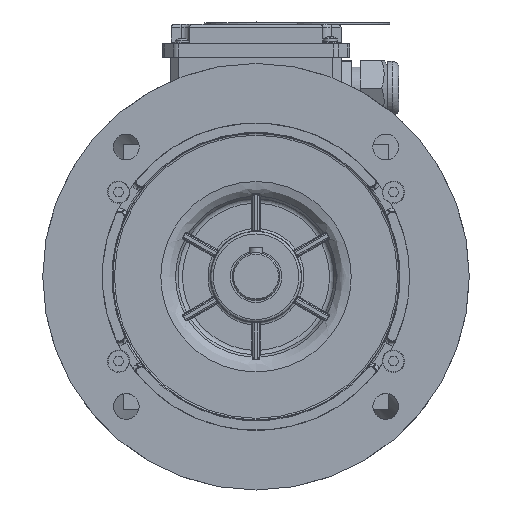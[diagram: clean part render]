
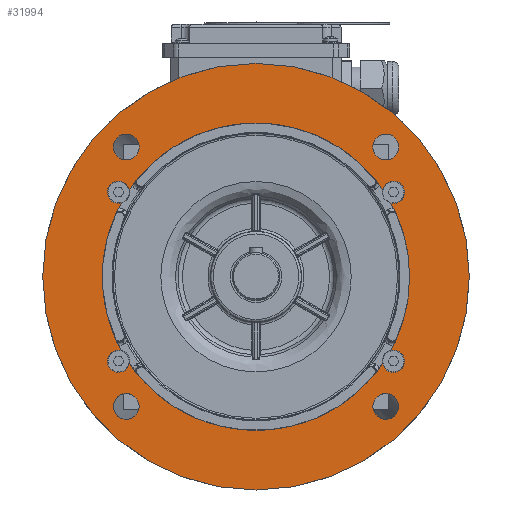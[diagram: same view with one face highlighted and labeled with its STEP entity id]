
A CAD part, top view. The second image highlights one B-rep face of the part: STEP entity #31994.
In plain terms, the highlighted planar face has unit normal (0, 0, 1).
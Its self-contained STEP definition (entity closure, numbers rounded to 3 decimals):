
#28179=PLANE('',#103990);
#31994=ADVANCED_FACE('',(#37101,#37102,#37103,#37104,#37105,#37106),#28179,
 .F.);
#37101=FACE_BOUND('',#40915,.T.);
#37102=FACE_BOUND('',#40916,.T.);
#37103=FACE_BOUND('',#40917,.T.);
#37104=FACE_BOUND('',#40918,.T.);
#37105=FACE_BOUND('',#40919,.T.);
#37106=FACE_BOUND('',#40920,.T.);
#40915=EDGE_LOOP('',(#57613,#57614,#57615,#57616,#57617,#57618,#57619,#57620,
#57621,#57622,#57623));
#40916=EDGE_LOOP('',(#57624));
#40917=EDGE_LOOP('',(#57625));
#40918=EDGE_LOOP('',(#57626));
#40919=EDGE_LOOP('',(#57627));
#40920=EDGE_LOOP('',(#57628));
#57613=ORIENTED_EDGE('',*,*,#87484,.F.);
#57614=ORIENTED_EDGE('',*,*,#87488,.F.);
#57615=ORIENTED_EDGE('',*,*,#87487,.F.);
#57616=ORIENTED_EDGE('',*,*,#87494,.F.);
#57617=ORIENTED_EDGE('',*,*,#87493,.F.);
#57618=ORIENTED_EDGE('',*,*,#87498,.F.);
#57619=ORIENTED_EDGE('',*,*,#87497,.F.);
#57620=ORIENTED_EDGE('',*,*,#87501,.F.);
#57621=ORIENTED_EDGE('',*,*,#87503,.F.);
#57622=ORIENTED_EDGE('',*,*,#87506,.F.);
#57623=ORIENTED_EDGE('',*,*,#87508,.F.);
#57624=ORIENTED_EDGE('',*,*,#88015,.F.);
#57625=ORIENTED_EDGE('',*,*,#87588,.F.);
#57626=ORIENTED_EDGE('',*,*,#87544,.F.);
#57627=ORIENTED_EDGE('',*,*,#88110,.F.);
#57628=ORIENTED_EDGE('',*,*,#88111,.T.);
#76201=VERTEX_POINT('',#166337);
#76202=VERTEX_POINT('',#166342);
#76205=VERTEX_POINT('',#166351);
#76206=VERTEX_POINT('',#166352);
#76208=VERTEX_POINT('',#166367);
#76209=VERTEX_POINT('',#166369);
#76212=VERTEX_POINT('',#166378);
#76213=VERTEX_POINT('',#166379);
#76214=VERTEX_POINT('',#166390);
#76216=VERTEX_POINT('',#166396);
#76217=VERTEX_POINT('',#166406);
#76243=VERTEX_POINT('',#166686);
#76271=VERTEX_POINT('',#167058);
#76520=VERTEX_POINT('',#170703);
#76568=VERTEX_POINT('',#171577);
#76569=VERTEX_POINT('',#171580);
#87484=EDGE_CURVE('',#76202,#76201,#96785,.T.);
#87487=EDGE_CURVE('',#76205,#76206,#96788,.T.);
#87488=EDGE_CURVE('',#76206,#76202,#96789,.T.);
#87493=EDGE_CURVE('',#76208,#76209,#96792,.T.);
#87494=EDGE_CURVE('',#76209,#76205,#96793,.T.);
#87497=EDGE_CURVE('',#76212,#76213,#96796,.T.);
#87498=EDGE_CURVE('',#76213,#76208,#96797,.T.);
#87501=EDGE_CURVE('',#76214,#76212,#96798,.T.);
#87503=EDGE_CURVE('',#76216,#76214,#96800,.T.);
#87506=EDGE_CURVE('',#76217,#76216,#96801,.T.);
#87508=EDGE_CURVE('',#76201,#76217,#96803,.T.);
#87544=EDGE_CURVE('',#76243,#76243,#96817,.T.);
#87588=EDGE_CURVE('',#76271,#76271,#96833,.T.);
#88015=EDGE_CURVE('',#76520,#76520,#96992,.T.);
#88110=EDGE_CURVE('',#76568,#76568,#97027,.T.);
#88111=EDGE_CURVE('',#76569,#76569,#97028,.T.);
#96785=CIRCLE('',#103546,90.);
#96788=CIRCLE('',#103551,6.541);
#96789=CIRCLE('',#103552,6.541);
#96792=CIRCLE('',#103557,90.);
#96793=CIRCLE('',#103558,90.);
#96796=CIRCLE('',#103563,6.541);
#96797=CIRCLE('',#103564,6.541);
#96798=CIRCLE('',#103566,90.);
#96800=CIRCLE('',#103569,6.541);
#96801=CIRCLE('',#103571,90.);
#96803=CIRCLE('',#103574,6.541);
#96817=CIRCLE('',#103596,7.552);
#96833=CIRCLE('',#103623,7.552);
#96992=CIRCLE('',#103920,7.552);
#97027=CIRCLE('',#103987,7.552);
#97028=CIRCLE('',#103989,124.948);
#103546=AXIS2_PLACEMENT_3D('',#166343,#120216,#120217);
#103551=AXIS2_PLACEMENT_3D('',#166350,#120226,#120227);
#103552=AXIS2_PLACEMENT_3D('',#166353,#120228,#120229);
#103557=AXIS2_PLACEMENT_3D('',#166368,#120238,#120239);
#103558=AXIS2_PLACEMENT_3D('',#166370,#120240,#120241);
#103563=AXIS2_PLACEMENT_3D('',#166377,#120250,#120251);
#103564=AXIS2_PLACEMENT_3D('',#166380,#120252,#120253);
#103566=AXIS2_PLACEMENT_3D('',#166391,#120256,#120257);
#103569=AXIS2_PLACEMENT_3D('',#166395,#120262,#120263);
#103571=AXIS2_PLACEMENT_3D('',#166407,#120266,#120267);
#103574=AXIS2_PLACEMENT_3D('',#166411,#120272,#120273);
#103596=AXIS2_PLACEMENT_3D('',#166685,#120327,#120328);
#103623=AXIS2_PLACEMENT_3D('',#167057,#120395,#120396);
#103920=AXIS2_PLACEMENT_3D('',#170702,#121085,#121086);
#103987=AXIS2_PLACEMENT_3D('',#171576,#121248,#121249);
#103989=AXIS2_PLACEMENT_3D('',#171579,#121252,#121253);
#103990=AXIS2_PLACEMENT_3D('',#171581,#121254,#121255);
#120216=DIRECTION('',(0.,0.,1.));
#120217=DIRECTION('',(0.824,0.567,0.));
#120226=DIRECTION('',(0.,0.,1.));
#120227=DIRECTION('',(-0.231,-0.973,0.));
#120228=DIRECTION('',(0.,0.,1.));
#120229=DIRECTION('',(1.,0.,0.));
#120238=DIRECTION('',(0.,0.,1.));
#120239=DIRECTION('',(0.878,-0.479,0.));
#120240=DIRECTION('',(0.,0.,1.));
#120241=DIRECTION('',(1.,0.,0.));
#120250=DIRECTION('',(0.,0.,1.));
#120251=DIRECTION('',(-0.972,-0.233,0.));
#120252=DIRECTION('',(0.,0.,1.));
#120253=DIRECTION('',(1.,0.,0.));
#120256=DIRECTION('',(0.,0.,1.));
#120257=DIRECTION('',(0.,-1.,0.));
#120262=DIRECTION('',(0.,0.,1.));
#120263=DIRECTION('',(0.231,0.973,0.));
#120266=DIRECTION('',(0.,0.,1.));
#120267=DIRECTION('',(-0.878,0.479,0.));
#120272=DIRECTION('',(0.,0.,1.));
#120273=DIRECTION('',(0.972,0.233,0.));
#120327=DIRECTION('',(0.,0.,1.));
#120328=DIRECTION('',(1.,0.,0.));
#120395=DIRECTION('',(0.,0.,1.));
#120396=DIRECTION('',(1.,0.,0.));
#121085=DIRECTION('',(0.,0.,1.));
#121086=DIRECTION('',(1.,0.,0.));
#121248=DIRECTION('',(0.,0.,1.));
#121249=DIRECTION('',(1.,0.,0.));
#121252=DIRECTION('',(0.,0.,1.));
#121253=DIRECTION('',(1.,0.,0.));
#121254=DIRECTION('',(0.,0.,-1.));
#121255=DIRECTION('',(0.,-1.,0.));
#166337=CARTESIAN_POINT('',(-74.139,51.024,-60.));
#166342=CARTESIAN_POINT('',(74.139,51.024,-60.));
#166343=CARTESIAN_POINT('',(0.,0.,
-60.));
#166350=CARTESIAN_POINT('',(80.5,49.5,-60.));
#166351=CARTESIAN_POINT('',(78.989,43.136,-60.));
#166352=CARTESIAN_POINT('',(87.041,49.5,-60.));
#166353=CARTESIAN_POINT('',(80.5,49.5,-60.));
#166367=CARTESIAN_POINT('',(78.989,-43.136,-60.));
#166368=CARTESIAN_POINT('',(0.,0.,
-60.));
#166369=CARTESIAN_POINT('',(90.,0.,-60.));
#166370=CARTESIAN_POINT('',(0.,0.,
-60.));
#166377=CARTESIAN_POINT('',(80.5,-49.5,-60.));
#166378=CARTESIAN_POINT('',(74.139,-51.024,-60.));
#166379=CARTESIAN_POINT('',(87.041,-49.5,-60.));
#166380=CARTESIAN_POINT('',(80.5,-49.5,-60.));
#166390=CARTESIAN_POINT('',(-74.139,-51.024,-60.));
#166391=CARTESIAN_POINT('',(0.,0.,
-60.));
#166395=CARTESIAN_POINT('',(-80.5,-49.5,-60.));
#166396=CARTESIAN_POINT('',(-78.989,-43.136,-60.));
#166406=CARTESIAN_POINT('',(-78.989,43.136,-60.));
#166407=CARTESIAN_POINT('',(0.,0.,
-60.));
#166411=CARTESIAN_POINT('',(-80.5,49.5,-60.));
#166685=CARTESIAN_POINT('',(76.014,-76.014,-60.));
#166686=CARTESIAN_POINT('',(83.566,-76.014,-60.));
#167057=CARTESIAN_POINT('',(-76.014,-76.014,-60.));
#167058=CARTESIAN_POINT('',(-68.462,-76.014,-60.));
#170702=CARTESIAN_POINT('',(-76.014,76.014,-60.));
#170703=CARTESIAN_POINT('',(-68.462,76.014,-60.));
#171576=CARTESIAN_POINT('',(76.014,76.014,-60.));
#171577=CARTESIAN_POINT('',(83.566,76.014,-60.));
#171579=CARTESIAN_POINT('',(0.,0.,
-60.));
#171580=CARTESIAN_POINT('',(124.948,0.,-60.));
#171581=CARTESIAN_POINT('',(-137.462,-136.052,-60.));
